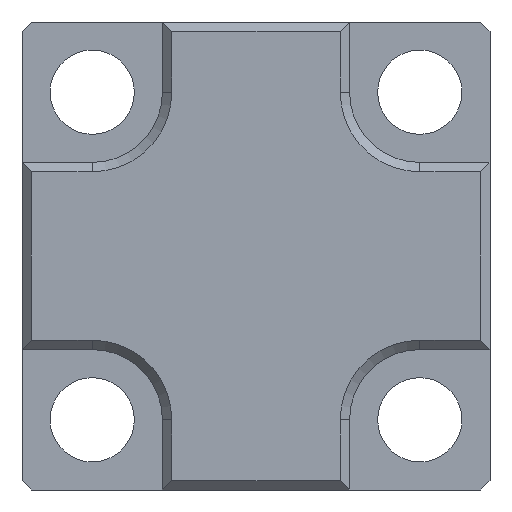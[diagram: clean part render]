
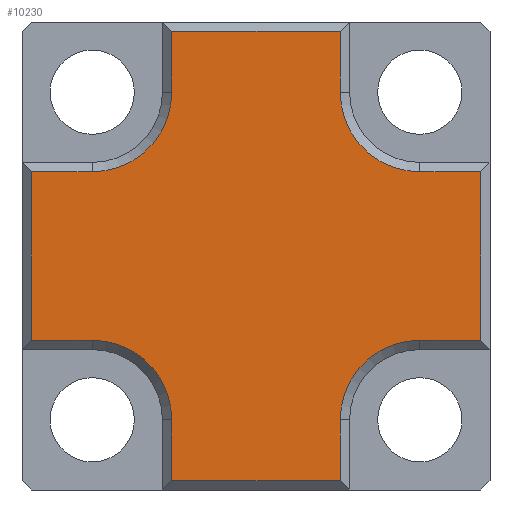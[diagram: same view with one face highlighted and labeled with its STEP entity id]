
A CAD part, left-side view. The second image highlights one B-rep face of the part: STEP entity #10230.
In plain terms, the highlighted planar face has unit normal (-1, 0, 0).
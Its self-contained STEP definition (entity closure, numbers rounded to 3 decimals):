
#4920=CARTESIAN_POINT('',(-10.,9.,49.));
#4930=VERTEX_POINT('',#4920);
#4960=CARTESIAN_POINT('',(-10.,9.,47.75));
#4970=DIRECTION('',(0.,0.,-1.));
#4980=VECTOR('',#4970,1.);
#4990=LINE('',#4960,#4980);
#5000=CARTESIAN_POINT('',(-10.,9.,42.5));
#5010=VERTEX_POINT('',#5000);
#5020=EDGE_CURVE('',#4930,#5010,#4990,.T.);
#8930=CARTESIAN_POINT('',(-10.,24.48,0.52));
#8940=DIRECTION('',(-1.,0.,0.));
#8950=DIRECTION('',(0.,1.,0.));
#8960=AXIS2_PLACEMENT_3D('',#8930,#8940,#8950);
#8970=PLANE('',#8960);
#8980=CARTESIAN_POINT('',(-10.,17.5,7.5));
#8990=DIRECTION('',(1.,0.,0.));
#9000=DIRECTION('',(0.,-1.,0.));
#9010=AXIS2_PLACEMENT_3D('',#8980,#8990,#9000);
#9020=CIRCLE('',#9010,8.5);
#9030=CARTESIAN_POINT('',(-10.,17.5,16.));
#9040=VERTEX_POINT('',#9030);
#9050=CARTESIAN_POINT('',(-10.,9.,7.5));
#9060=VERTEX_POINT('',#9050);
#9070=EDGE_CURVE('',#9040,#9060,#9020,.T.);
#9080=ORIENTED_EDGE('',*,*,#9070,.T.);
#9090=CARTESIAN_POINT('',(-10.,22.75,16.));
#9100=DIRECTION('',(0.,-1.,0.));
#9110=VECTOR('',#9100,1.);
#9120=LINE('',#9090,#9110);
#9130=CARTESIAN_POINT('',(-10.,24.,16.));
#9140=VERTEX_POINT('',#9130);
#9150=EDGE_CURVE('',#9140,#9040,#9120,.T.);
#9160=ORIENTED_EDGE('',*,*,#9150,.T.);
#9170=CARTESIAN_POINT('',(-10.,24.,25.));
#9180=DIRECTION('',(0.,0.,1.));
#9190=VECTOR('',#9180,1.);
#9200=LINE('',#9170,#9190);
#9210=CARTESIAN_POINT('',(-10.,24.,34.));
#9220=VERTEX_POINT('',#9210);
#9230=EDGE_CURVE('',#9140,#9220,#9200,.T.);
#9240=ORIENTED_EDGE('',*,*,#9230,.F.);
#9250=CARTESIAN_POINT('',(-10.,22.75,34.));
#9260=DIRECTION('',(0.,1.,0.));
#9270=VECTOR('',#9260,1.);
#9280=LINE('',#9250,#9270);
#9290=CARTESIAN_POINT('',(-10.,17.5,34.));
#9300=VERTEX_POINT('',#9290);
#9310=EDGE_CURVE('',#9300,#9220,#9280,.T.);
#9320=ORIENTED_EDGE('',*,*,#9310,.T.);
#9330=CARTESIAN_POINT('',(-10.,17.5,42.5));
#9340=DIRECTION('',(1.,0.,0.));
#9350=DIRECTION('',(0.,-1.,0.));
#9360=AXIS2_PLACEMENT_3D('',#9330,#9340,#9350);
#9370=CIRCLE('',#9360,8.5);
#9380=EDGE_CURVE('',#5010,#9300,#9370,.T.);
#9390=ORIENTED_EDGE('',*,*,#9380,.T.);
#9400=ORIENTED_EDGE('',*,*,#5020,.T.);
#9410=CARTESIAN_POINT('',(-10.,0.,49.));
#9420=DIRECTION('',(0.,-1.,0.));
#9430=VECTOR('',#9420,1.);
#9440=LINE('',#9410,#9430);
#9450=CARTESIAN_POINT('',(-10.,-9.,49.));
#9460=VERTEX_POINT('',#9450);
#9470=EDGE_CURVE('',#4930,#9460,#9440,.T.);
#9480=ORIENTED_EDGE('',*,*,#9470,.F.);
#9490=CARTESIAN_POINT('',(-10.,-9.,47.75));
#9500=DIRECTION('',(0.,0.,1.));
#9510=VECTOR('',#9500,1.);
#9520=LINE('',#9490,#9510);
#9530=CARTESIAN_POINT('',(-10.,-9.,42.5));
#9540=VERTEX_POINT('',#9530);
#9550=EDGE_CURVE('',#9540,#9460,#9520,.T.);
#9560=ORIENTED_EDGE('',*,*,#9550,.T.);
#9570=CARTESIAN_POINT('',(-10.,-17.5,42.5));
#9580=DIRECTION('',(1.,0.,0.));
#9590=DIRECTION('',(0.,-1.,0.));
#9600=AXIS2_PLACEMENT_3D('',#9570,#9580,#9590);
#9610=CIRCLE('',#9600,8.5);
#9620=CARTESIAN_POINT('',(-10.,-17.5,34.));
#9630=VERTEX_POINT('',#9620);
#9640=EDGE_CURVE('',#9630,#9540,#9610,.T.);
#9650=ORIENTED_EDGE('',*,*,#9640,.T.);
#9660=CARTESIAN_POINT('',(-10.,-22.75,34.));
#9670=DIRECTION('',(0.,1.,0.));
#9680=VECTOR('',#9670,1.);
#9690=LINE('',#9660,#9680);
#9700=CARTESIAN_POINT('',(-10.,-24.,34.));
#9710=VERTEX_POINT('',#9700);
#9720=EDGE_CURVE('',#9710,#9630,#9690,.T.);
#9730=ORIENTED_EDGE('',*,*,#9720,.T.);
#9740=CARTESIAN_POINT('',(-10.,-24.,25.));
#9750=DIRECTION('',(0.,0.,-1.));
#9760=VECTOR('',#9750,1.);
#9770=LINE('',#9740,#9760);
#9780=CARTESIAN_POINT('',(-10.,-24.,16.));
#9790=VERTEX_POINT('',#9780);
#9800=EDGE_CURVE('',#9710,#9790,#9770,.T.);
#9810=ORIENTED_EDGE('',*,*,#9800,.F.);
#9820=CARTESIAN_POINT('',(-10.,-22.75,16.));
#9830=DIRECTION('',(0.,-1.,0.));
#9840=VECTOR('',#9830,1.);
#9850=LINE('',#9820,#9840);
#9860=CARTESIAN_POINT('',(-10.,-17.5,16.));
#9870=VERTEX_POINT('',#9860);
#9880=EDGE_CURVE('',#9870,#9790,#9850,.T.);
#9890=ORIENTED_EDGE('',*,*,#9880,.T.);
#9900=CARTESIAN_POINT('',(-10.,-17.5,7.5));
#9910=DIRECTION('',(1.,0.,0.));
#9920=DIRECTION('',(0.,-1.,0.));
#9930=AXIS2_PLACEMENT_3D('',#9900,#9910,#9920);
#9940=CIRCLE('',#9930,8.5);
#9950=CARTESIAN_POINT('',(-10.,-9.,7.5));
#9960=VERTEX_POINT('',#9950);
#9970=EDGE_CURVE('',#9960,#9870,#9940,.T.);
#9980=ORIENTED_EDGE('',*,*,#9970,.T.);
#9990=CARTESIAN_POINT('',(-10.,-9.,2.25));
#10000=DIRECTION('',(0.,0.,1.));
#10010=VECTOR('',#10000,1.);
#10020=LINE('',#9990,#10010);
#10030=CARTESIAN_POINT('',(-10.,-9.,1.));
#10040=VERTEX_POINT('',#10030);
#10050=EDGE_CURVE('',#10040,#9960,#10020,.T.);
#10060=ORIENTED_EDGE('',*,*,#10050,.T.);
#10070=CARTESIAN_POINT('',(-10.,0.,1.));
#10080=DIRECTION('',(0.,1.,0.));
#10090=VECTOR('',#10080,1.);
#10100=LINE('',#10070,#10090);
#10110=CARTESIAN_POINT('',(-10.,9.,1.));
#10120=VERTEX_POINT('',#10110);
#10130=EDGE_CURVE('',#10040,#10120,#10100,.T.);
#10140=ORIENTED_EDGE('',*,*,#10130,.F.);
#10150=CARTESIAN_POINT('',(-10.,9.,2.25));
#10160=DIRECTION('',(0.,0.,-1.));
#10170=VECTOR('',#10160,1.);
#10180=LINE('',#10150,#10170);
#10190=EDGE_CURVE('',#9060,#10120,#10180,.T.);
#10200=ORIENTED_EDGE('',*,*,#10190,.T.);
#10210=EDGE_LOOP('',(#10200,#10140,#10060,#9980,#9890,#9810,#9730,#9650,
#9560,#9480,#9400,#9390,#9320,#9240,#9160,#9080));
#10220=FACE_OUTER_BOUND('',#10210,.T.);
#10230=ADVANCED_FACE('',(#10220),#8970,.T.);
